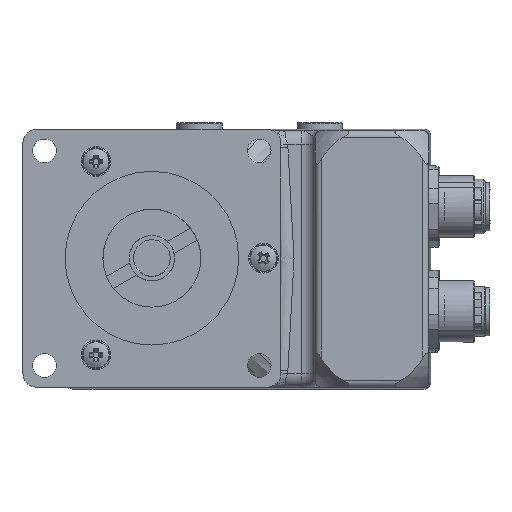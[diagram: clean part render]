
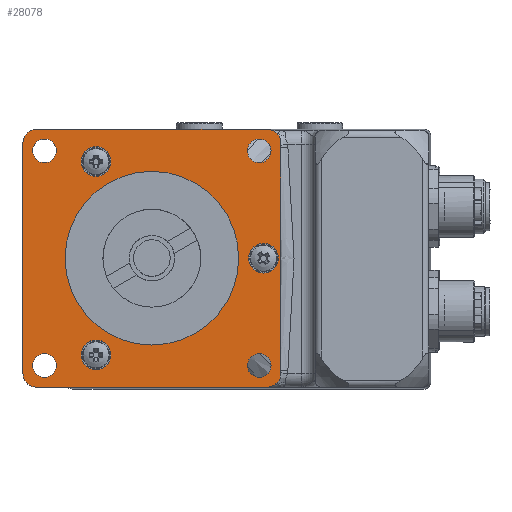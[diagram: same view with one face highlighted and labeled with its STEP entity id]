
A CAD part, top view. The second image highlights one B-rep face of the part: STEP entity #28078.
In plain terms, the highlighted planar face has unit normal (0, 0, 1).
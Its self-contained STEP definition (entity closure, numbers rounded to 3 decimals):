
#639=FACE_BOUND('',#4535,.T.);
#640=FACE_BOUND('',#4536,.T.);
#641=FACE_BOUND('',#4537,.T.);
#642=FACE_BOUND('',#4538,.T.);
#643=FACE_BOUND('',#4539,.T.);
#644=FACE_BOUND('',#4540,.T.);
#645=FACE_BOUND('',#4541,.T.);
#646=FACE_BOUND('',#4542,.T.);
#1432=CIRCLE('',#29785,3.25);
#1433=CIRCLE('',#29786,3.25);
#1437=CIRCLE('',#29792,3.25);
#1438=CIRCLE('',#29793,3.25);
#1442=CIRCLE('',#29799,3.25);
#1443=CIRCLE('',#29800,3.25);
#1465=CIRCLE('',#29835,19.05);
#1466=CIRCLE('',#29838,3.);
#1467=CIRCLE('',#29839,3.);
#1468=CIRCLE('',#29840,3.);
#1469=CIRCLE('',#29841,3.);
#1470=CIRCLE('',#29842,2.6);
#1471=CIRCLE('',#29843,2.6);
#1472=CIRCLE('',#29844,2.6);
#1473=CIRCLE('',#29845,2.6);
#3004=FACE_OUTER_BOUND('',#4534,.T.);
#4534=EDGE_LOOP('',(#18232,#18233,#18234,#18235,#18236,#18237,#18238,#18239));
#4535=EDGE_LOOP('',(#18240,#18241));
#4536=EDGE_LOOP('',(#18242,#18243));
#4537=EDGE_LOOP('',(#18244,#18245));
#4538=EDGE_LOOP('',(#18246));
#4539=EDGE_LOOP('',(#18247));
#4540=EDGE_LOOP('',(#18248));
#4541=EDGE_LOOP('',(#18249));
#4542=EDGE_LOOP('',(#18250));
#6228=LINE('',#41936,#8459);
#6229=LINE('',#41940,#8460);
#6230=LINE('',#41944,#8461);
#6231=LINE('',#41948,#8462);
#8459=VECTOR('',#33429,50.6);
#8460=VECTOR('',#33432,50.6);
#8461=VECTOR('',#33435,50.6);
#8462=VECTOR('',#33438,50.6);
#10783=VERTEX_POINT('',#41823);
#10784=VERTEX_POINT('',#41824);
#10788=VERTEX_POINT('',#41837);
#10789=VERTEX_POINT('',#41838);
#10793=VERTEX_POINT('',#41851);
#10794=VERTEX_POINT('',#41852);
#10820=VERTEX_POINT('',#41929);
#10821=VERTEX_POINT('',#41934);
#10822=VERTEX_POINT('',#41935);
#10823=VERTEX_POINT('',#41937);
#10824=VERTEX_POINT('',#41939);
#10825=VERTEX_POINT('',#41941);
#10826=VERTEX_POINT('',#41943);
#10827=VERTEX_POINT('',#41945);
#10828=VERTEX_POINT('',#41947);
#10829=VERTEX_POINT('',#41950);
#10830=VERTEX_POINT('',#41952);
#10831=VERTEX_POINT('',#41954);
#10832=VERTEX_POINT('',#41956);
#13675=EDGE_CURVE('',#10783,#10784,#1432,.T.);
#13676=EDGE_CURVE('',#10784,#10783,#1433,.T.);
#13682=EDGE_CURVE('',#10788,#10789,#1437,.T.);
#13683=EDGE_CURVE('',#10789,#10788,#1438,.T.);
#13689=EDGE_CURVE('',#10793,#10794,#1442,.T.);
#13690=EDGE_CURVE('',#10794,#10793,#1443,.T.);
#13728=EDGE_CURVE('',#10820,#10820,#1465,.T.);
#13729=EDGE_CURVE('',#10821,#10822,#6228,.T.);
#13730=EDGE_CURVE('',#10823,#10821,#1466,.T.);
#13731=EDGE_CURVE('',#10824,#10823,#6229,.T.);
#13732=EDGE_CURVE('',#10825,#10824,#1467,.T.);
#13733=EDGE_CURVE('',#10826,#10825,#6230,.T.);
#13734=EDGE_CURVE('',#10827,#10826,#1468,.T.);
#13735=EDGE_CURVE('',#10828,#10827,#6231,.T.);
#13736=EDGE_CURVE('',#10822,#10828,#1469,.T.);
#13737=EDGE_CURVE('',#10829,#10829,#1470,.T.);
#13738=EDGE_CURVE('',#10830,#10830,#1471,.T.);
#13739=EDGE_CURVE('',#10831,#10831,#1472,.T.);
#13740=EDGE_CURVE('',#10832,#10832,#1473,.T.);
#18232=ORIENTED_EDGE('',*,*,#13729,.F.);
#18233=ORIENTED_EDGE('',*,*,#13730,.F.);
#18234=ORIENTED_EDGE('',*,*,#13731,.F.);
#18235=ORIENTED_EDGE('',*,*,#13732,.F.);
#18236=ORIENTED_EDGE('',*,*,#13733,.F.);
#18237=ORIENTED_EDGE('',*,*,#13734,.F.);
#18238=ORIENTED_EDGE('',*,*,#13735,.F.);
#18239=ORIENTED_EDGE('',*,*,#13736,.F.);
#18240=ORIENTED_EDGE('',*,*,#13675,.T.);
#18241=ORIENTED_EDGE('',*,*,#13676,.T.);
#18242=ORIENTED_EDGE('',*,*,#13682,.T.);
#18243=ORIENTED_EDGE('',*,*,#13683,.T.);
#18244=ORIENTED_EDGE('',*,*,#13689,.T.);
#18245=ORIENTED_EDGE('',*,*,#13690,.T.);
#18246=ORIENTED_EDGE('',*,*,#13737,.T.);
#18247=ORIENTED_EDGE('',*,*,#13738,.T.);
#18248=ORIENTED_EDGE('',*,*,#13739,.T.);
#18249=ORIENTED_EDGE('',*,*,#13740,.T.);
#18250=ORIENTED_EDGE('',*,*,#13728,.T.);
#25701=PLANE('',#29837);
#28078=ADVANCED_FACE('',(#3004,#639,#640,#641,#642,#643,#644,#645,#646),
#25701,.T.);
#29785=AXIS2_PLACEMENT_3D('',#41825,#33303,#33304);
#29786=AXIS2_PLACEMENT_3D('',#41826,#33305,#33306);
#29792=AXIS2_PLACEMENT_3D('',#41839,#33319,#33320);
#29793=AXIS2_PLACEMENT_3D('',#41840,#33321,#33322);
#29799=AXIS2_PLACEMENT_3D('',#41853,#33335,#33336);
#29800=AXIS2_PLACEMENT_3D('',#41854,#33337,#33338);
#29835=AXIS2_PLACEMENT_3D('',#41931,#33423,#33424);
#29837=AXIS2_PLACEMENT_3D('',#41933,#33427,#33428);
#29838=AXIS2_PLACEMENT_3D('',#41938,#33430,#33431);
#29839=AXIS2_PLACEMENT_3D('',#41942,#33433,#33434);
#29840=AXIS2_PLACEMENT_3D('',#41946,#33436,#33437);
#29841=AXIS2_PLACEMENT_3D('',#41949,#33439,#33440);
#29842=AXIS2_PLACEMENT_3D('',#41951,#33441,#33442);
#29843=AXIS2_PLACEMENT_3D('',#41953,#33443,#33444);
#29844=AXIS2_PLACEMENT_3D('',#41955,#33445,#33446);
#29845=AXIS2_PLACEMENT_3D('',#41957,#33447,#33448);
#33303=DIRECTION('center_axis',(0.,0.,-1.));
#33304=DIRECTION('ref_axis',(0.,-1.,0.));
#33305=DIRECTION('center_axis',(0.,0.,-1.));
#33306=DIRECTION('ref_axis',(0.,-1.,0.));
#33319=DIRECTION('center_axis',(0.,0.,-1.));
#33320=DIRECTION('ref_axis',(0.,-1.,0.));
#33321=DIRECTION('center_axis',(0.,0.,-1.));
#33322=DIRECTION('ref_axis',(0.,-1.,0.));
#33335=DIRECTION('center_axis',(0.,0.,-1.));
#33336=DIRECTION('ref_axis',(0.,-1.,0.));
#33337=DIRECTION('center_axis',(0.,0.,-1.));
#33338=DIRECTION('ref_axis',(0.,-1.,0.));
#33423=DIRECTION('center_axis',(0.,0.,-1.));
#33424=DIRECTION('ref_axis',(0.,1.,0.));
#33427=DIRECTION('center_axis',(0.,0.,1.));
#33428=DIRECTION('ref_axis',(0.,-1.,0.));
#33429=DIRECTION('',(0.,-1.,0.));
#33430=DIRECTION('center_axis',(0.,0.,-1.));
#33431=DIRECTION('ref_axis',(-1.,0.,0.));
#33432=DIRECTION('',(1.,0.,0.));
#33433=DIRECTION('center_axis',(0.,0.,-1.));
#33434=DIRECTION('ref_axis',(0.,-1.,0.));
#33435=DIRECTION('',(0.,1.,0.));
#33436=DIRECTION('center_axis',(0.,0.,-1.));
#33437=DIRECTION('ref_axis',(1.,0.,0.));
#33438=DIRECTION('',(-1.,0.,0.));
#33439=DIRECTION('center_axis',(0.,0.,-1.));
#33440=DIRECTION('ref_axis',(0.,1.,0.));
#33441=DIRECTION('center_axis',(0.,0.,-1.));
#33442=DIRECTION('ref_axis',(0.,1.,0.));
#33443=DIRECTION('center_axis',(0.,0.,-1.));
#33444=DIRECTION('ref_axis',(0.,1.,0.));
#33445=DIRECTION('center_axis',(0.,0.,-1.));
#33446=DIRECTION('ref_axis',(0.,1.,0.));
#33447=DIRECTION('center_axis',(0.,0.,-1.));
#33448=DIRECTION('ref_axis',(0.,1.,0.));
#41823=CARTESIAN_POINT('',(-12.25,-24.468,0.));
#41824=CARTESIAN_POINT('',(-12.25,-17.968,0.));
#41825=CARTESIAN_POINT('Origin',(-12.25,-21.218,0.));
#41826=CARTESIAN_POINT('Origin',(-12.25,-21.218,0.));
#41837=CARTESIAN_POINT('',(-12.25,17.968,0.));
#41838=CARTESIAN_POINT('',(-12.25,24.468,0.));
#41839=CARTESIAN_POINT('Origin',(-12.25,21.218,0.));
#41840=CARTESIAN_POINT('Origin',(-12.25,21.218,0.));
#41851=CARTESIAN_POINT('',(24.5,-3.25,0.));
#41852=CARTESIAN_POINT('',(24.5,3.25,0.));
#41853=CARTESIAN_POINT('Origin',(24.5,0.,0.));
#41854=CARTESIAN_POINT('Origin',(24.5,0.,0.));
#41929=CARTESIAN_POINT('',(0.,-19.05,0.));
#41931=CARTESIAN_POINT('Origin',(0.,0.,0.));
#41933=CARTESIAN_POINT('Origin',(0.,0.,
0.));
#41934=CARTESIAN_POINT('',(28.3,25.3,0.));
#41935=CARTESIAN_POINT('',(28.3,-25.3,0.));
#41936=CARTESIAN_POINT('',(28.3,25.3,0.));
#41937=CARTESIAN_POINT('',(25.3,28.3,0.));
#41938=CARTESIAN_POINT('Origin',(25.3,25.3,0.));
#41939=CARTESIAN_POINT('',(-25.3,28.3,0.));
#41940=CARTESIAN_POINT('',(-25.3,28.3,0.));
#41941=CARTESIAN_POINT('',(-28.3,25.3,0.));
#41942=CARTESIAN_POINT('Origin',(-25.3,25.3,0.));
#41943=CARTESIAN_POINT('',(-28.3,-25.3,0.));
#41944=CARTESIAN_POINT('',(-28.3,-25.3,0.));
#41945=CARTESIAN_POINT('',(-25.3,-28.3,0.));
#41946=CARTESIAN_POINT('Origin',(-25.3,-25.3,0.));
#41947=CARTESIAN_POINT('',(25.3,-28.3,0.));
#41948=CARTESIAN_POINT('',(25.3,-28.3,0.));
#41949=CARTESIAN_POINT('Origin',(25.3,-25.3,0.));
#41950=CARTESIAN_POINT('',(-23.55,20.95,0.));
#41951=CARTESIAN_POINT('Origin',(-23.55,23.55,0.));
#41952=CARTESIAN_POINT('',(23.55,20.95,0.));
#41953=CARTESIAN_POINT('Origin',(23.55,23.55,0.));
#41954=CARTESIAN_POINT('',(23.55,-26.15,0.));
#41955=CARTESIAN_POINT('Origin',(23.55,-23.55,0.));
#41956=CARTESIAN_POINT('',(-23.55,-26.15,0.));
#41957=CARTESIAN_POINT('Origin',(-23.55,-23.55,0.));
